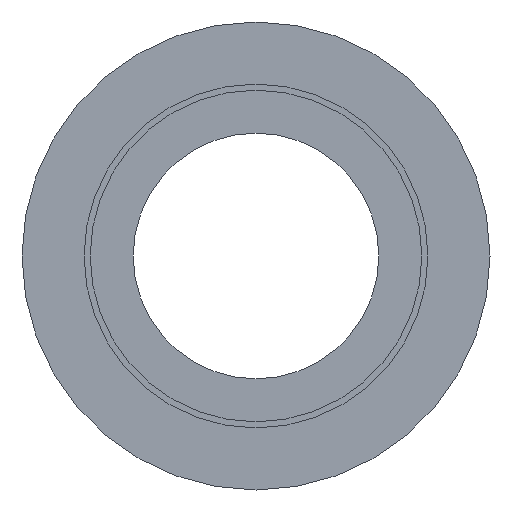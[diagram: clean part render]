
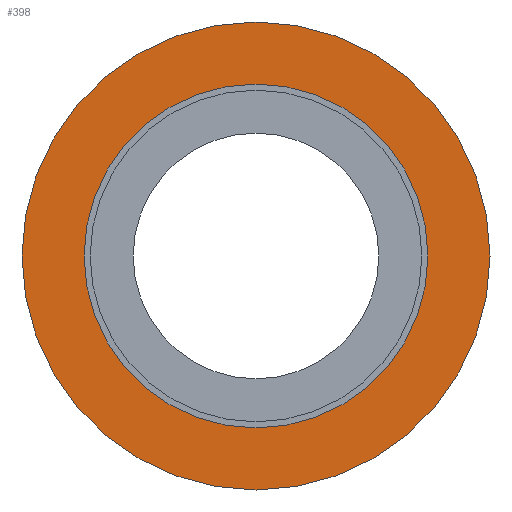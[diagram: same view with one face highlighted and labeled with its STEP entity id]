
A CAD part, front view. The second image highlights one B-rep face of the part: STEP entity #398.
In plain terms, the highlighted planar face has unit normal (0, -1, 0).
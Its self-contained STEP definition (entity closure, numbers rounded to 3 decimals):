
#38 = DIRECTION ( 'NONE',  ( 0., 1., 0. ) ) ;
#46 = DIRECTION ( 'NONE',  ( 0., 1., 0. ) ) ;
#47 = CARTESIAN_POINT ( 'NONE',  ( 0., 0., -7. ) ) ;
#92 = ORIENTED_EDGE ( 'NONE', *, *, #515, .F. ) ;
#107 = CARTESIAN_POINT ( 'NONE',  ( 0., 0., 0. ) ) ;
#118 = CARTESIAN_POINT ( 'NONE',  ( 0., 0., 0. ) ) ;
#131 = AXIS2_PLACEMENT_3D ( 'NONE', #118, #554, #180 ) ;
#171 = DIRECTION ( 'NONE',  ( 0., 0., 1. ) ) ;
#180 = DIRECTION ( 'NONE',  ( 0., 0., 1. ) ) ;
#202 = AXIS2_PLACEMENT_3D ( 'NONE', #107, #482, #596 ) ;
#211 = VERTEX_POINT ( 'NONE', #47 ) ;
#223 = CARTESIAN_POINT ( 'NONE',  ( 9.525, 0., 0. ) ) ;
#264 = CIRCLE ( 'NONE', #677, 9.525 ) ;
#297 = VERTEX_POINT ( 'NONE', #666 ) ;
#321 = ORIENTED_EDGE ( 'NONE', *, *, #389, .T. ) ;
#345 = DIRECTION ( 'NONE',  ( 0., 0., 1. ) ) ;
#350 = CARTESIAN_POINT ( 'NONE',  ( 0., 0., 0. ) ) ;
#389 = EDGE_CURVE ( 'NONE', #211, #297, #779, .T. ) ;
#398 = ADVANCED_FACE ( 'NONE', ( #651, #808 ), #399, .F. ) ;
#399 = PLANE ( 'NONE',  #498 ) ;
#407 = CARTESIAN_POINT ( 'NONE',  ( 0., 0., 0. ) ) ;
#431 = CIRCLE ( 'NONE', #131, 9.525 ) ;
#436 = CARTESIAN_POINT ( 'NONE',  ( 0., 0., -9.525 ) ) ;
#439 = EDGE_CURVE ( 'NONE', #297, #211, #625, .T. ) ;
#462 = EDGE_LOOP ( 'NONE', ( #765, #321 ) ) ;
#482 = DIRECTION ( 'NONE',  ( 0., 1., 0. ) ) ;
#485 = EDGE_CURVE ( 'NONE', #595, #702, #264, .T. ) ;
#497 = DIRECTION ( 'NONE',  ( 0., 0., 1. ) ) ;
#498 = AXIS2_PLACEMENT_3D ( 'NONE', #223, #664, #345 ) ;
#509 = ORIENTED_EDGE ( 'NONE', *, *, #485, .F. ) ;
#515 = EDGE_CURVE ( 'NONE', #702, #595, #431, .T. ) ;
#522 = AXIS2_PLACEMENT_3D ( 'NONE', #407, #38, #171 ) ;
#554 = DIRECTION ( 'NONE',  ( 0., 1., 0. ) ) ;
#595 = VERTEX_POINT ( 'NONE', #609 ) ;
#596 = DIRECTION ( 'NONE',  ( 0., 0., 1. ) ) ;
#609 = CARTESIAN_POINT ( 'NONE',  ( 0., 0., 9.525 ) ) ;
#625 = CIRCLE ( 'NONE', #522, 7. ) ;
#651 = FACE_OUTER_BOUND ( 'NONE', #763, .T. ) ;
#664 = DIRECTION ( 'NONE',  ( 0., 1., 0. ) ) ;
#666 = CARTESIAN_POINT ( 'NONE',  ( 0., 0., 7. ) ) ;
#677 = AXIS2_PLACEMENT_3D ( 'NONE', #350, #46, #497 ) ;
#702 = VERTEX_POINT ( 'NONE', #436 ) ;
#763 = EDGE_LOOP ( 'NONE', ( #509, #92 ) ) ;
#765 = ORIENTED_EDGE ( 'NONE', *, *, #439, .T. ) ;
#779 = CIRCLE ( 'NONE', #202, 7. ) ;
#808 = FACE_BOUND ( 'NONE', #462, .T. ) ;
